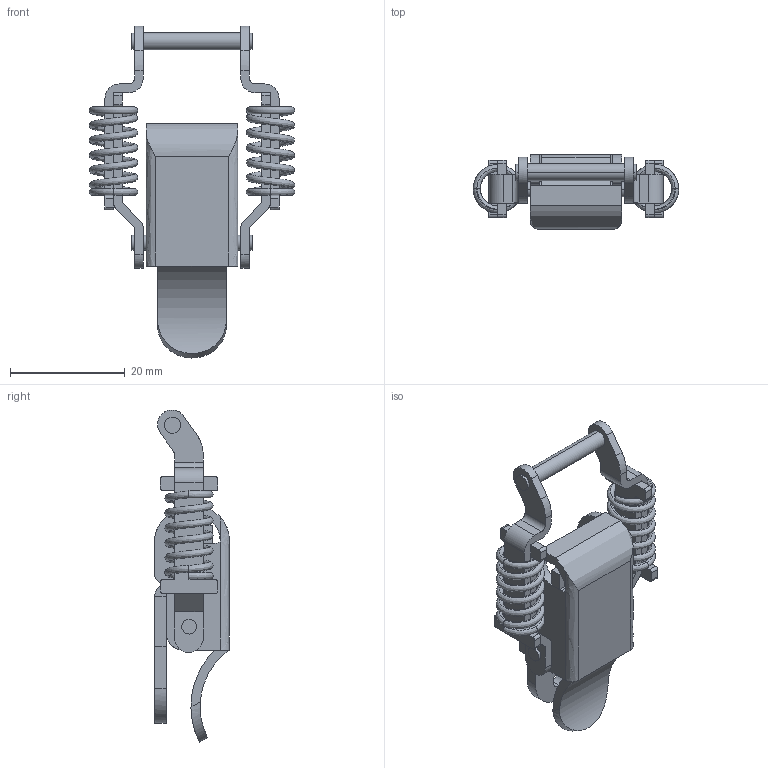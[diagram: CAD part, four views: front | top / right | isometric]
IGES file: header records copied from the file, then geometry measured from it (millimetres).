
Start section: ------------------------------------------------------------------------
Global section: file name: PC007.55440.TL_207_2_H_31906.igs; native system: spGate; preprocessor: ver19.8.4 (****-****-****-****); author: Unknown; organization: Unknown; date: 250519.145609; units: millimetre
Bounding box: 35.73 x 13 x 57.8 mm (x, y, z)
Volume: 4248.7 mm3; surface area: 6974.3 mm2
Topology: 6 solids, 6 shells, 220 faces, 575 edges, 374 vertices
Faces by surface type: bspline 220
